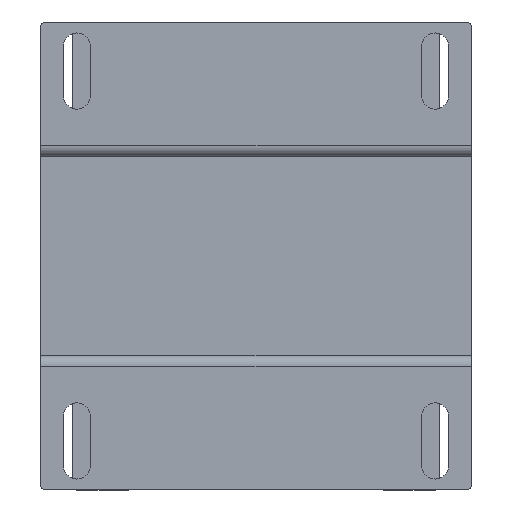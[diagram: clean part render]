
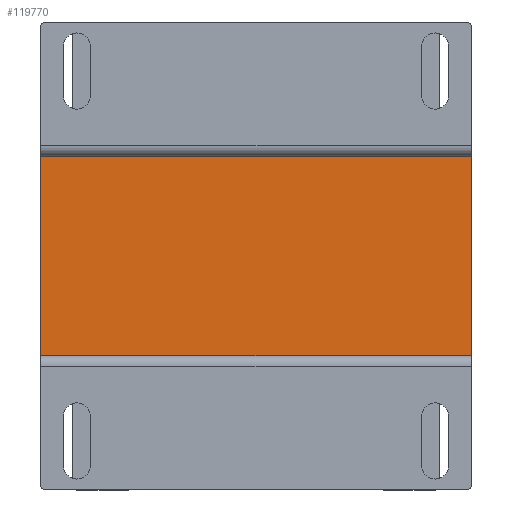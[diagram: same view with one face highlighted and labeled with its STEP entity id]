
A CAD part, front view. The second image highlights one B-rep face of the part: STEP entity #119770.
In plain terms, the highlighted planar face has unit normal (0, -1, 0).
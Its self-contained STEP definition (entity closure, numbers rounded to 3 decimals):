
#3799 = VERTEX_POINT ( 'NONE', #32347 ) ;
#11296 = VERTEX_POINT ( 'NONE', #30543 ) ;
#22204 = ORIENTED_EDGE ( 'NONE', *, *, #121155, .T. ) ;
#22444 = DIRECTION ( 'NONE',  ( 1., 0., 0. ) ) ;
#24176 = ORIENTED_EDGE ( 'NONE', *, *, #68907, .T. ) ;
#24565 = CARTESIAN_POINT ( 'NONE',  ( 0., -80., 0. ) ) ;
#25660 = EDGE_CURVE ( 'NONE', #3799, #54616, #123692, .T. ) ;
#30543 = CARTESIAN_POINT ( 'NONE',  ( 0., -80., 44.45 ) ) ;
#31819 = LINE ( 'NONE', #61943, #52020 ) ;
#32347 = CARTESIAN_POINT ( 'NONE',  ( 96., -80., 44.45 ) ) ;
#37527 = VECTOR ( 'NONE', #113685, 1000. ) ;
#38601 = LINE ( 'NONE', #61564, #90792 ) ;
#40106 = DIRECTION ( 'NONE',  ( 0., 1., 0. ) ) ;
#50907 = CARTESIAN_POINT ( 'NONE',  ( 0., -80., 44.45 ) ) ;
#52020 = VECTOR ( 'NONE', #105684, 1000. ) ;
#54616 = VERTEX_POINT ( 'NONE', #107804 ) ;
#61325 = EDGE_LOOP ( 'NONE', ( #22204, #108649, #62366, #24176 ) ) ;
#61564 = CARTESIAN_POINT ( 'NONE',  ( 0., -80., 44.45 ) ) ;
#61943 = CARTESIAN_POINT ( 'NONE',  ( 0., -80., 0. ) ) ;
#62349 = DIRECTION ( 'NONE',  ( 0., 0., 1. ) ) ;
#62366 = ORIENTED_EDGE ( 'NONE', *, *, #62889, .F. ) ;
#62889 = EDGE_CURVE ( 'NONE', #11296, #3799, #131426, .T. ) ;
#65494 = AXIS2_PLACEMENT_3D ( 'NONE', #50907, #40106, #62349 ) ;
#67529 = PLANE ( 'NONE',  #65494 ) ;
#68907 = EDGE_CURVE ( 'NONE', #11296, #80167, #38601, .T. ) ;
#69421 = VECTOR ( 'NONE', #22444, 1000. ) ;
#80167 = VERTEX_POINT ( 'NONE', #24565 ) ;
#90792 = VECTOR ( 'NONE', #126136, 1000. ) ;
#100722 = CARTESIAN_POINT ( 'NONE',  ( 96., -80., 44.45 ) ) ;
#105684 = DIRECTION ( 'NONE',  ( 1., 0., 0. ) ) ;
#107804 = CARTESIAN_POINT ( 'NONE',  ( 96., -80., 0. ) ) ;
#108649 = ORIENTED_EDGE ( 'NONE', *, *, #25660, .F. ) ;
#113685 = DIRECTION ( 'NONE',  ( 0., 0., -1. ) ) ;
#119770 = ADVANCED_FACE ( 'NONE', ( #122004 ), #67529, .F. ) ;
#120708 = CARTESIAN_POINT ( 'NONE',  ( 0., -80., 44.45 ) ) ;
#121155 = EDGE_CURVE ( 'NONE', #80167, #54616, #31819, .T. ) ;
#122004 = FACE_OUTER_BOUND ( 'NONE', #61325, .T. ) ;
#123692 = LINE ( 'NONE', #100722, #37527 ) ;
#126136 = DIRECTION ( 'NONE',  ( 0., 0., -1. ) ) ;
#131426 = LINE ( 'NONE', #120708, #69421 ) ;
